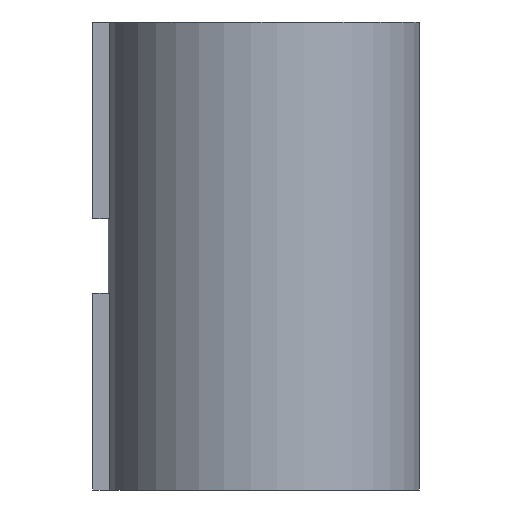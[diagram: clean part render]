
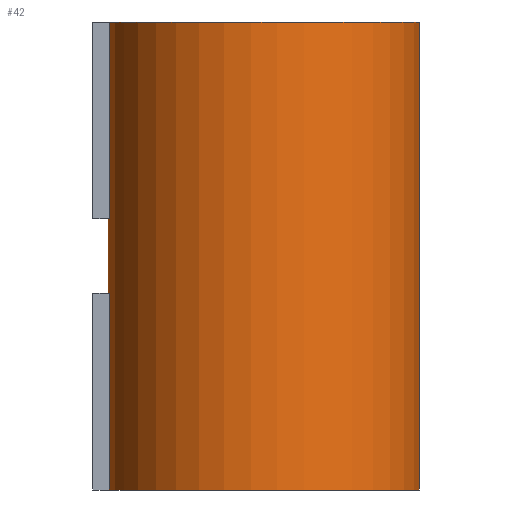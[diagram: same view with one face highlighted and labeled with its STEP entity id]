
A CAD part, left-side view. The second image highlights one B-rep face of the part: STEP entity #42.
In plain terms, the highlighted cylindrical face has radius 15 mm (diameter 30 mm), a partial arc.
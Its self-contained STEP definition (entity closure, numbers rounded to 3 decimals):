
#42 = ADVANCED_FACE( '', ( #92 ), #93, .T. );
#92 = FACE_OUTER_BOUND( '', #147, .T. );
#93 = CYLINDRICAL_SURFACE( '', #148, 15. );
#147 = EDGE_LOOP( '', ( #201, #202, #203, #204, #205, #206, #207, #208, #209, #210, #211, #212 ) );
#148 = AXIS2_PLACEMENT_3D( '', #213, #214, #215 );
#201 = ORIENTED_EDGE( '', *, *, #344, .F. );
#202 = ORIENTED_EDGE( '', *, *, #346, .F. );
#203 = ORIENTED_EDGE( '', *, *, #347, .F. );
#204 = ORIENTED_EDGE( '', *, *, #348, .F. );
#205 = ORIENTED_EDGE( '', *, *, #349, .F. );
#206 = ORIENTED_EDGE( '', *, *, #350, .F. );
#207 = ORIENTED_EDGE( '', *, *, #351, .F. );
#208 = ORIENTED_EDGE( '', *, *, #352, .T. );
#209 = ORIENTED_EDGE( '', *, *, #353, .T. );
#210 = ORIENTED_EDGE( '', *, *, #354, .T. );
#211 = ORIENTED_EDGE( '', *, *, #355, .T. );
#212 = ORIENTED_EDGE( '', *, *, #356, .T. );
#213 = CARTESIAN_POINT( '', ( 0., 0., 45. ) );
#214 = DIRECTION( '', ( 0., 0., 1. ) );
#215 = DIRECTION( '', ( -1., 0., 0. ) );
#344 = EDGE_CURVE( '', #404, #399, #406, .T. );
#346 = EDGE_CURVE( '', #408, #404, #409, .T. );
#347 = EDGE_CURVE( '', #410, #408, #411, .F. );
#348 = EDGE_CURVE( '', #412, #410, #413, .T. );
#349 = EDGE_CURVE( '', #414, #412, #415, .T. );
#350 = EDGE_CURVE( '', #416, #414, #417, .T. );
#351 = EDGE_CURVE( '', #418, #416, #419, .F. );
#352 = EDGE_CURVE( '', #418, #420, #421, .T. );
#353 = EDGE_CURVE( '', #420, #422, #423, .F. );
#354 = EDGE_CURVE( '', #422, #424, #425, .T. );
#355 = EDGE_CURVE( '', #424, #426, #427, .T. );
#356 = EDGE_CURVE( '', #426, #399, #428, .T. );
#399 = VERTEX_POINT( '', #485 );
#404 = VERTEX_POINT( '', #492 );
#406 = LINE( '', #495, #496 );
#408 = VERTEX_POINT( '', #498 );
#409 = CIRCLE( '', #499, 15. );
#410 = VERTEX_POINT( '', #500 );
#411 = LINE( '', #501, #502 );
#412 = VERTEX_POINT( '', #503 );
#413 = CIRCLE( '', #504, 15. );
#414 = VERTEX_POINT( '', #505 );
#415 = LINE( '', #506, #507 );
#416 = VERTEX_POINT( '', #508 );
#417 = CIRCLE( '', #509, 15. );
#418 = VERTEX_POINT( '', #510 );
#419 = LINE( '', #511, #512 );
#420 = VERTEX_POINT( '', #513 );
#421 = CIRCLE( '', #514, 15. );
#422 = VERTEX_POINT( '', #515 );
#423 = LINE( '', #516, #517 );
#424 = VERTEX_POINT( '', #518 );
#425 = CIRCLE( '', #519, 15. );
#426 = VERTEX_POINT( '', #520 );
#427 = LINE( '', #521, #522 );
#428 = CIRCLE( '', #523, 15. );
#485 = CARTESIAN_POINT( '', ( -1.75, -14.898, 0. ) );
#492 = CARTESIAN_POINT( '', ( -1.75, -14.898, 45. ) );
#495 = CARTESIAN_POINT( '', ( -1.75, -14.898, 45. ) );
#496 = VECTOR( '', #605, 1000. );
#498 = CARTESIAN_POINT( '', ( -1.7, 14.903, 45. ) );
#499 = AXIS2_PLACEMENT_3D( '', #606, #607, #608 );
#500 = CARTESIAN_POINT( '', ( -1.7, 14.903, 26.1 ) );
#501 = CARTESIAN_POINT( '', ( -1.7, 14.903, 45. ) );
#502 = VECTOR( '', #609, 1000. );
#503 = CARTESIAN_POINT( '', ( 1.7, 14.903, 26.1 ) );
#504 = AXIS2_PLACEMENT_3D( '', #610, #611, #612 );
#505 = CARTESIAN_POINT( '', ( 1.7, 14.903, 45. ) );
#506 = CARTESIAN_POINT( '', ( 1.7, 14.903, 45. ) );
#507 = VECTOR( '', #613, 1000. );
#508 = CARTESIAN_POINT( '', ( 1.75, -14.898, 45. ) );
#509 = AXIS2_PLACEMENT_3D( '', #614, #615, #616 );
#510 = CARTESIAN_POINT( '', ( 1.75, -14.898, 0. ) );
#511 = CARTESIAN_POINT( '', ( 1.75, -14.898, 45. ) );
#512 = VECTOR( '', #617, 1000. );
#513 = CARTESIAN_POINT( '', ( 1.7, 14.903, 0. ) );
#514 = AXIS2_PLACEMENT_3D( '', #618, #619, #620 );
#515 = CARTESIAN_POINT( '', ( 1.7, 14.903, 18.9 ) );
#516 = CARTESIAN_POINT( '', ( 1.7, 14.903, 45. ) );
#517 = VECTOR( '', #621, 1000. );
#518 = CARTESIAN_POINT( '', ( -1.7, 14.903, 18.9 ) );
#519 = AXIS2_PLACEMENT_3D( '', #622, #623, #624 );
#520 = CARTESIAN_POINT( '', ( -1.7, 14.903, 0. ) );
#521 = CARTESIAN_POINT( '', ( -1.7, 14.903, 45. ) );
#522 = VECTOR( '', #625, 1000. );
#523 = AXIS2_PLACEMENT_3D( '', #626, #627, #628 );
#605 = DIRECTION( '', ( 0., 0., -1. ) );
#606 = CARTESIAN_POINT( '', ( 0., 0., 45. ) );
#607 = DIRECTION( '', ( 0., 0., 1. ) );
#608 = DIRECTION( '', ( 1., 0., 0. ) );
#609 = DIRECTION( '', ( 0., 0., -1. ) );
#610 = CARTESIAN_POINT( '', ( 0., 0., 26.1 ) );
#611 = DIRECTION( '', ( 0., 0., 1. ) );
#612 = DIRECTION( '', ( 1., 0., 0. ) );
#613 = DIRECTION( '', ( 0., 0., -1. ) );
#614 = CARTESIAN_POINT( '', ( 0., 0., 45. ) );
#615 = DIRECTION( '', ( 0., 0., 1. ) );
#616 = DIRECTION( '', ( 1., 0., 0. ) );
#617 = DIRECTION( '', ( 0., 0., -1. ) );
#618 = CARTESIAN_POINT( '', ( 0., 0., 0. ) );
#619 = DIRECTION( '', ( 0., 0., 1. ) );
#620 = DIRECTION( '', ( 1., 0., 0. ) );
#621 = DIRECTION( '', ( 0., 0., -1. ) );
#622 = CARTESIAN_POINT( '', ( 0., 0., 18.9 ) );
#623 = DIRECTION( '', ( 0., 0., 1. ) );
#624 = DIRECTION( '', ( 1., 0., 0. ) );
#625 = DIRECTION( '', ( 0., 0., -1. ) );
#626 = CARTESIAN_POINT( '', ( 0., 0., 0. ) );
#627 = DIRECTION( '', ( 0., 0., 1. ) );
#628 = DIRECTION( '', ( 1., 0., 0. ) );
